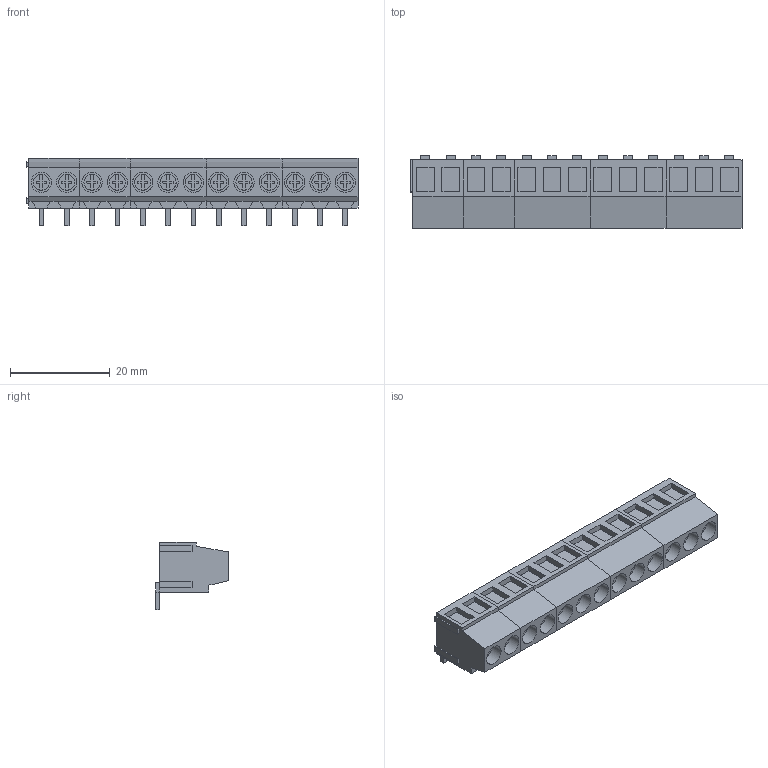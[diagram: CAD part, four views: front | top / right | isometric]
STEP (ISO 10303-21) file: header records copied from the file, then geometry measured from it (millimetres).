
FILE_DESCRIPTION(('CATIA V5 STEP Exchange','CAx-IF Rec.Pracs.--- Model Styling and Organization---1.2---2011-12-15'),'2;1');
FILE_NAME ('D1465185_0_9995060000_9995060000.stp','2018-03-31T10:34:41+00:00',('none'),('Weidmueller'),'CATIA Version 5-6 Release 2014','CATIA V5 STEP AP214','none');
FILE_SCHEMA(('AUTOMOTIVE_DESIGN { 1 0 10303 214 1 1 1 1 }'));
Length unit declared in the file: millimetre
Products named in the file (1): 9995060000_stp
Bounding box: 66.59 x 14.6 x 13.5 mm (x, y, z)
Volume: 6298.8 mm3; surface area: 7395.4 mm2
Topology: 31 solids, 31 shells, 936 faces, 2479 edges, 1644 vertices
Faces by surface type: plane 858, cylinder 78
Entity records: 29502 total; most frequent: CARTESIAN_POINT 5739, ORIENTED_EDGE 4958, DIRECTION 4309, EDGE_CURVE 2479, VECTOR 2271, LINE 2271, VERTEX_POINT 1644, AXIS2_PLACEMENT_3D 1102
